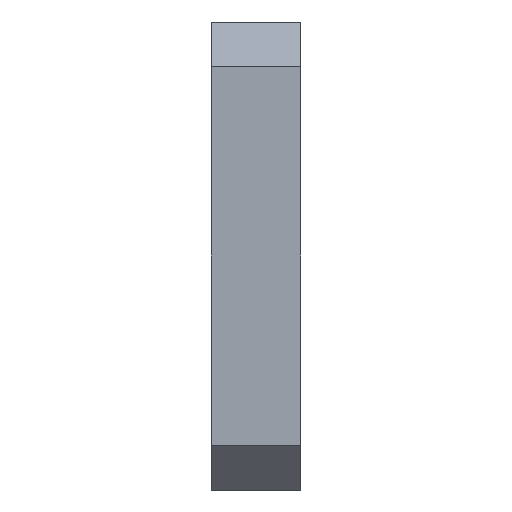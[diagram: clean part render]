
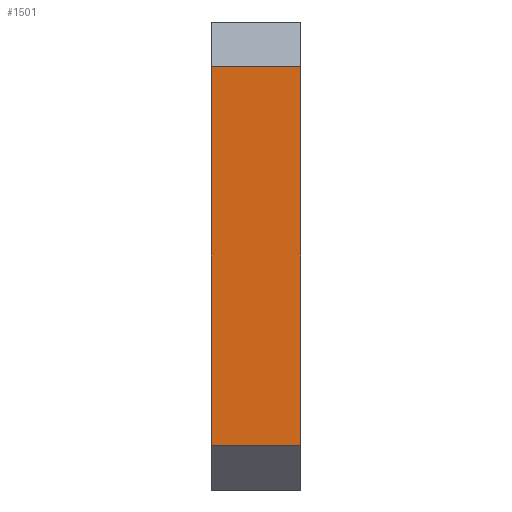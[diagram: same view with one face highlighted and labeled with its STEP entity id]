
A CAD part, left-side view. The second image highlights one B-rep face of the part: STEP entity #1501.
In plain terms, the highlighted planar face has unit normal (-1, 0, 0).
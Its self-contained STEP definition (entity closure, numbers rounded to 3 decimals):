
#43=PLANE('',#1730);
#173=FACE_OUTER_BOUND('',#273,.T.);
#273=EDGE_LOOP('',(#1354,#1355,#1356,#1357));
#289=LINE('',#2276,#379);
#334=LINE('',#2688,#424);
#362=LINE('',#2788,#452);
#364=LINE('',#2791,#454);
#379=VECTOR('',#1762,10.);
#424=VECTOR('',#2105,10.);
#452=VECTOR('',#2225,10.);
#454=VECTOR('',#2229,10.);
#585=VERTEX_POINT('',#2262);
#591=VERTEX_POINT('',#2274);
#687=VERTEX_POINT('',#2684);
#689=VERTEX_POINT('',#2687);
#729=EDGE_CURVE('',#591,#585,#289,.T.);
#880=EDGE_CURVE('',#689,#687,#334,.T.);
#930=EDGE_CURVE('',#585,#687,#362,.T.);
#932=EDGE_CURVE('',#689,#591,#364,.T.);
#1354=ORIENTED_EDGE('',*,*,#930,.F.);
#1355=ORIENTED_EDGE('',*,*,#729,.F.);
#1356=ORIENTED_EDGE('',*,*,#932,.F.);
#1357=ORIENTED_EDGE('',*,*,#880,.T.);
#1501=ADVANCED_FACE('',(#173),#43,.T.);
#1730=AXIS2_PLACEMENT_3D('',#2790,#2227,#2228);
#1762=DIRECTION('',(0.,0.,1.));
#2105=DIRECTION('',(0.,0.,1.));
#2225=DIRECTION('',(0.,-1.,0.));
#2227=DIRECTION('center_axis',(-1.,0.,0.));
#2228=DIRECTION('ref_axis',(0.,0.,1.));
#2229=DIRECTION('',(0.,1.,0.));
#2262=CARTESIAN_POINT('',(-21.,8.,17.));
#2274=CARTESIAN_POINT('',(-21.,8.,-17.));
#2276=CARTESIAN_POINT('',(-21.,8.,-21.));
#2684=CARTESIAN_POINT('',(-21.,0.,17.));
#2687=CARTESIAN_POINT('',(-21.,0.,-17.));
#2688=CARTESIAN_POINT('',(-21.,0.,-21.));
#2788=CARTESIAN_POINT('',(-21.,0.,17.));
#2790=CARTESIAN_POINT('Origin',(-21.,0.,-21.));
#2791=CARTESIAN_POINT('',(-21.,0.,-17.));
